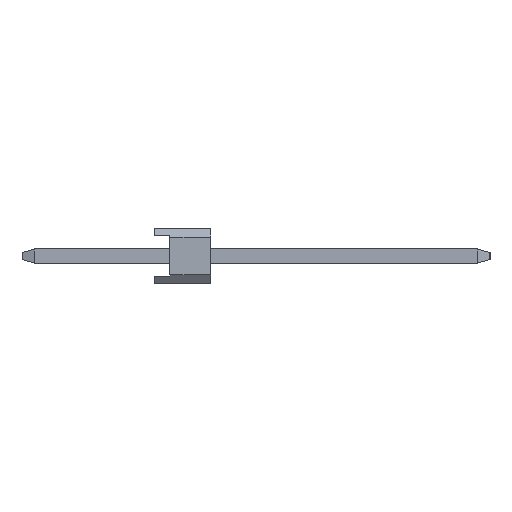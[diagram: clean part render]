
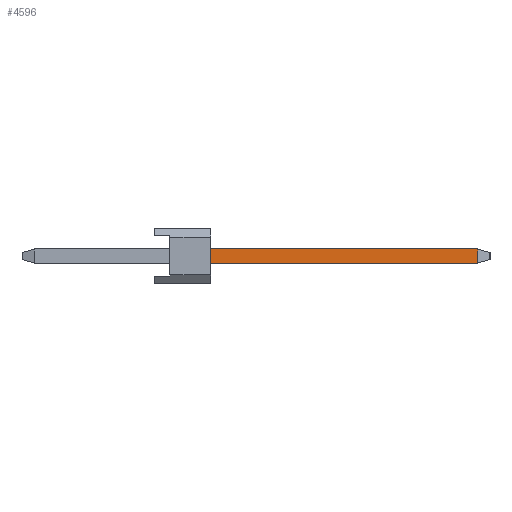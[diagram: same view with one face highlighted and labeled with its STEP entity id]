
A CAD part, left-side view. The second image highlights one B-rep face of the part: STEP entity #4596.
In plain terms, the highlighted planar face has unit normal (-1, 0, 0).
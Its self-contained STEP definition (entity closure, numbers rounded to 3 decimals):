
#4596=ADVANCED_FACE('',(#12695),#12696,.T.);
#6078=EDGE_CURVE('',#8662,#10730,#14316,.T.);
#6112=EDGE_CURVE('',#7478,#8662,#14352,.T.);
#6742=VERTEX_POINT('',#15047);
#7478=VERTEX_POINT('',#15891);
#8662=VERTEX_POINT('',#17165);
#9178=EDGE_CURVE('',#6742,#7478,#17736,.T.);
#9484=EDGE_CURVE('',#10730,#6742,#18071,.T.);
#10730=VERTEX_POINT('',#19435);
#12695=FACE_OUTER_BOUND('',#21812,.T.);
#12696=PLANE('',#21813);
#14316=LINE('',#24208,#24209);
#14352=LINE('',#24258,#24259);
#15047=CARTESIAN_POINT('',(-32.07,-2.54,-0.32));
#15891=CARTESIAN_POINT('',(-32.07,-2.54,0.32));
#17165=CARTESIAN_POINT('',(-32.07,-14.594,0.32));
#17736=LINE('',#29162,#29163);
#18071=LINE('',#29643,#29644);
#19435=CARTESIAN_POINT('',(-32.07,-14.594,-0.32));
#21812=EDGE_LOOP('',(#34620,#34621,#34622,#34623));
#21813=AXIS2_PLACEMENT_3D('',#34624,#34625,#34626);
#24208=CARTESIAN_POINT('',(-32.07,-14.594,0.5));
#24209=VECTOR('',#36150,1.0);
#24258=CARTESIAN_POINT('',(-32.07,-4.59,0.32));
#24259=VECTOR('',#36175,1.0);
#29162=CARTESIAN_POINT('',(-32.07,-2.54,0.252));
#29163=VECTOR('',#39675,1.0);
#29643=CARTESIAN_POINT('',(-32.07,5.414,-0.32));
#29644=VECTOR('',#39984,1.0);
#34620=ORIENTED_EDGE('',*,*,#9178,.F.);
#34621=ORIENTED_EDGE('',*,*,#9484,.F.);
#34622=ORIENTED_EDGE('',*,*,#6078,.F.);
#34623=ORIENTED_EDGE('',*,*,#6112,.F.);
#34624=CARTESIAN_POINT('',(-32.07,5.414,0.5));
#34625=DIRECTION('',(-1.0,0.,0.));
#34626=DIRECTION('',(0.,1.0,0.));
#36150=DIRECTION('',(0.0,0.,-1.0));
#36175=DIRECTION('',(0.,-1.0,0.));
#39675=DIRECTION('',(0.,0.,1.0));
#39984=DIRECTION('',(0.,1.0,0.));
